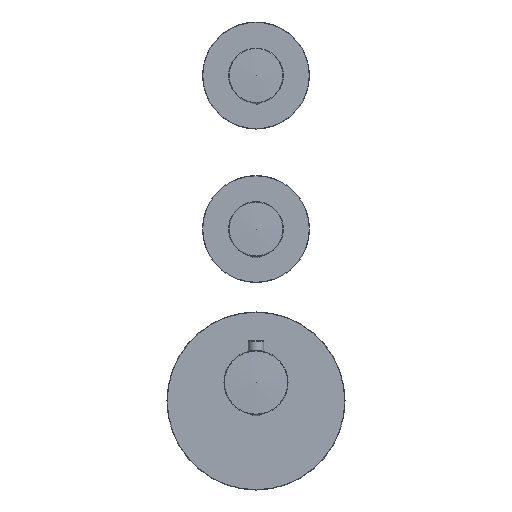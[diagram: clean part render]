
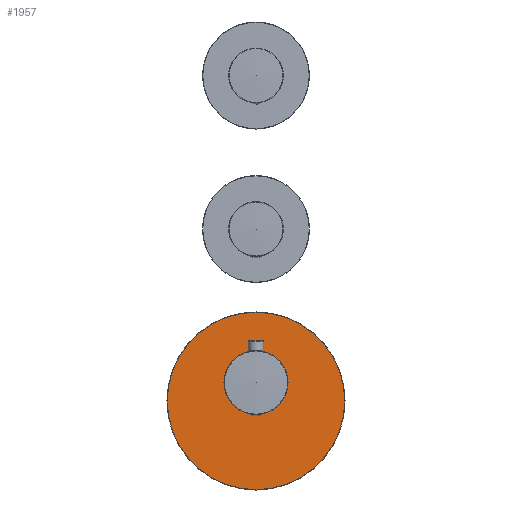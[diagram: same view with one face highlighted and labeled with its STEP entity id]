
A CAD part, front view. The second image highlights one B-rep face of the part: STEP entity #1957.
In plain terms, the highlighted planar face has unit normal (0, -1, 0).
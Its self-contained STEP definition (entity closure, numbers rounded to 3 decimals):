
#100=CIRCLE('',#2098,20.85);
#101=CIRCLE('',#2100,57.8);
#150=PLANE('',#2099);
#540=ORIENTED_EDGE('',*,*,#953,.F.);
#541=ORIENTED_EDGE('',*,*,#954,.T.);
#953=EDGE_CURVE('',#1213,#1213,#100,.T.);
#954=EDGE_CURVE('',#1214,#1214,#101,.T.);
#1213=VERTEX_POINT('',#9747);
#1214=VERTEX_POINT('',#9750);
#1592=EDGE_LOOP('',(#540));
#1593=EDGE_LOOP('',(#541));
#1764=FACE_BOUND('',#1592,.T.);
#1765=FACE_BOUND('',#1593,.T.);
#1957=ADVANCED_FACE('',(#1764,#1765),#150,.T.);
#2098=AXIS2_PLACEMENT_3D('',#9746,#2298,#2299);
#2099=AXIS2_PLACEMENT_3D('',#9748,#2300,#2301);
#2100=AXIS2_PLACEMENT_3D('',#9749,#2302,#2303);
#2298=DIRECTION('',(0.,-1.,0.));
#2299=DIRECTION('',(-1.,0.,0.));
#2300=DIRECTION('',(0.,-1.,0.));
#2301=DIRECTION('',(1.,0.,0.));
#2302=DIRECTION('',(0.,-1.,0.));
#2303=DIRECTION('',(1.,0.,0.));
#9746=CARTESIAN_POINT('',(0.,-7.,0.));
#9747=CARTESIAN_POINT('',(-20.85,-7.,0.));
#9748=CARTESIAN_POINT('',(0.,-7.,-67.));
#9749=CARTESIAN_POINT('',(0.,-7.,-12.));
#9750=CARTESIAN_POINT('',(57.8,-7.,-12.));
